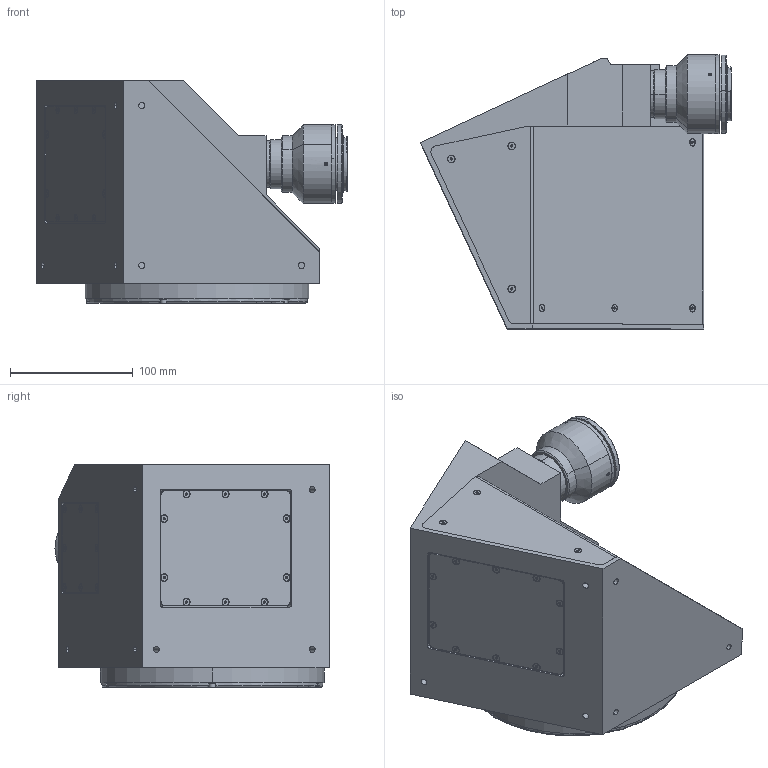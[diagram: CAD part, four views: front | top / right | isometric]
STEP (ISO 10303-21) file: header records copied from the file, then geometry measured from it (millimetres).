
FILE_DESCRIPTION (( 'STEP AP203' ), '1' );
FILE_NAME ('DP26991-B_TCCR4M120-F.step', '2022-02-18T14:38:36', ( '' ), ( '' ), 'SwSTEP 2.0', 'SolidWorks 2021', '' );
FILE_SCHEMA (( 'CONFIG_CONTROL_DESIGN' ));
Length unit declared in the file: millimetre
Products named in the file (1): DP26991-B_TCCR4M120-F
Bounding box: 253.05 x 223 x 181.4 mm (x, y, z)
Surface area: 232006.6 mm2 (no closed solid volume)
Topology: 0 solids, 71 shells, 514 faces, 1662 edges, 1144 vertices
Faces by surface type: plane 206, cylinder 157, cone 134, torus 15, sphere 2
Entity records: 18237 total; most frequent: CARTESIAN_POINT 3703, DIRECTION 3194, ORIENTED_EDGE 2512, EDGE_CURVE 1602, VERTEX_POINT 1144, AXIS2_PLACEMENT_3D 1121, LINE 952, VECTOR 952
